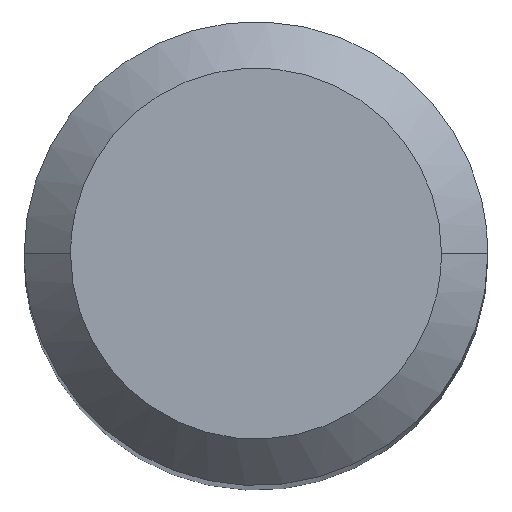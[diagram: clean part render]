
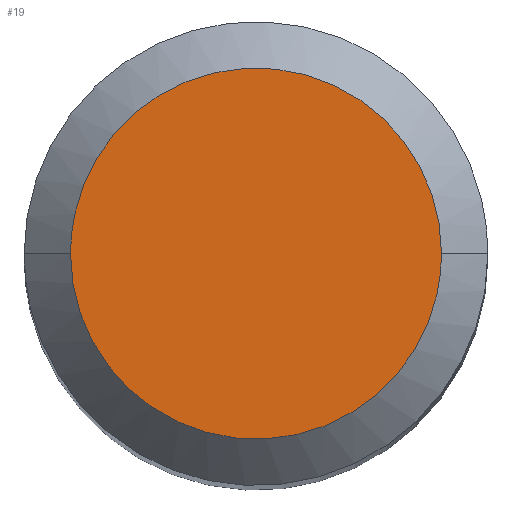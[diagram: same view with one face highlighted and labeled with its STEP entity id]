
A CAD part, top view. The second image highlights one B-rep face of the part: STEP entity #19.
In plain terms, the highlighted planar face has unit normal (0, 0, 1).
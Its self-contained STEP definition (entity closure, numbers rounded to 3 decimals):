
#19=ADVANCED_FACE('',(#27),#106,.T.);
#27=FACE_OUTER_BOUND('',#35,.T.);
#35=EDGE_LOOP('',(#53,#54));
#53=ORIENTED_EDGE('',*,*,#73,.T.);
#54=ORIENTED_EDGE('',*,*,#80,.T.);
#73=EDGE_CURVE('',#98,#102,#83,.T.);
#80=EDGE_CURVE('',#102,#98,#86,.T.);
#83=B_SPLINE_CURVE_WITH_KNOTS('',3,(#485,#486,#487,#488,#489,#490,#491,
#492,#493,#494,#495,#496,#497,#498,#499,#500,#501,#502,#503),
 .UNSPECIFIED.,.F.,.F.,(4,1,1,1,1,1,1,1,1,1,1,1,1,1,1,1,4),(-25.133,
-24.401,-23.625,-22.817,-21.991,
-21.166,-20.357,-19.581,-18.85,
-18.118,-17.342,-16.533,-15.708,
-14.882,-14.074,-13.298,-12.566),
 .UNSPECIFIED.);
#86=B_SPLINE_CURVE_WITH_KNOTS('',3,(#628,#629,#630,#631,#632,#633,#634,
#635,#636,#637,#638,#639,#640,#641,#642,#643,#644,#645,#646),
 .UNSPECIFIED.,.F.,.F.,(4,1,1,1,1,1,1,1,1,1,1,1,1,1,1,1,4),(-12.566,
-11.834,-11.059,-10.25,-9.425,
-8.599,-7.791,-7.015,-6.283,
-5.551,-4.775,-3.967,-3.142,
-2.316,-1.508,-0.732,0.),
 .UNSPECIFIED.);
#98=VERTEX_POINT('',#356);
#102=VERTEX_POINT('',#360);
#106=PLANE('',#132);
#132=AXIS2_PLACEMENT_3D('',#247,#137,$);
#137=DIRECTION('',(0.,0.,1.));
#247=CARTESIAN_POINT('',(-6.25,6.25,60.));
#356=CARTESIAN_POINT('',(4.,0.,60.));
#360=CARTESIAN_POINT('',(-4.,0.,60.));
#485=CARTESIAN_POINT('',(4.,0.,60.));
#486=CARTESIAN_POINT('',(4.,0.244,60.));
#487=CARTESIAN_POINT('',(3.954,0.747,60.));
#488=CARTESIAN_POINT('',(3.74,1.492,60.));
#489=CARTESIAN_POINT('',(3.368,2.209,60.));
#490=CARTESIAN_POINT('',(2.849,2.849,60.));
#491=CARTESIAN_POINT('',(2.209,3.368,60.));
#492=CARTESIAN_POINT('',(1.492,3.74,60.));
#493=CARTESIAN_POINT('',(0.747,3.954,60.));
#494=CARTESIAN_POINT('',(0.,4.022,60.));
#495=CARTESIAN_POINT('',(-0.747,3.954,60.));
#496=CARTESIAN_POINT('',(-1.492,3.74,60.));
#497=CARTESIAN_POINT('',(-2.209,3.368,60.));
#498=CARTESIAN_POINT('',(-2.849,2.849,60.));
#499=CARTESIAN_POINT('',(-3.368,2.209,60.));
#500=CARTESIAN_POINT('',(-3.74,1.492,60.));
#501=CARTESIAN_POINT('',(-3.954,0.747,60.));
#502=CARTESIAN_POINT('',(-4.,0.244,60.));
#503=CARTESIAN_POINT('',(-4.,0.,60.));
#628=CARTESIAN_POINT('',(-4.,0.,60.));
#629=CARTESIAN_POINT('',(-4.,-0.244,60.));
#630=CARTESIAN_POINT('',(-3.954,-0.747,60.));
#631=CARTESIAN_POINT('',(-3.74,-1.492,60.));
#632=CARTESIAN_POINT('',(-3.368,-2.209,60.));
#633=CARTESIAN_POINT('',(-2.849,-2.849,60.));
#634=CARTESIAN_POINT('',(-2.209,-3.368,60.));
#635=CARTESIAN_POINT('',(-1.492,-3.74,60.));
#636=CARTESIAN_POINT('',(-0.747,-3.954,60.));
#637=CARTESIAN_POINT('',(0.,-4.022,60.));
#638=CARTESIAN_POINT('',(0.747,-3.954,60.));
#639=CARTESIAN_POINT('',(1.492,-3.74,60.));
#640=CARTESIAN_POINT('',(2.209,-3.368,60.));
#641=CARTESIAN_POINT('',(2.849,-2.849,60.));
#642=CARTESIAN_POINT('',(3.368,-2.209,60.));
#643=CARTESIAN_POINT('',(3.74,-1.492,60.));
#644=CARTESIAN_POINT('',(3.954,-0.747,60.));
#645=CARTESIAN_POINT('',(4.,-0.244,60.));
#646=CARTESIAN_POINT('',(4.,0.,60.));
